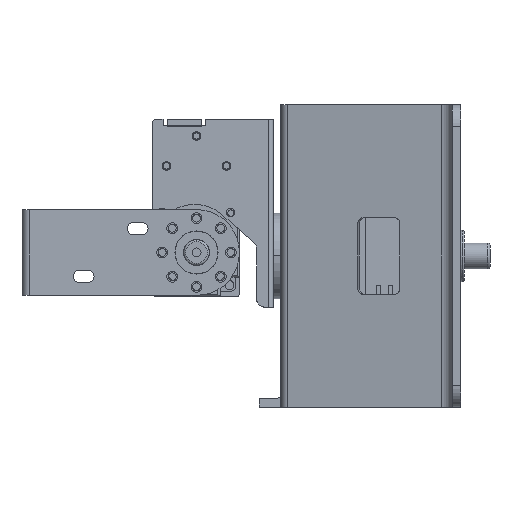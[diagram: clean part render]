
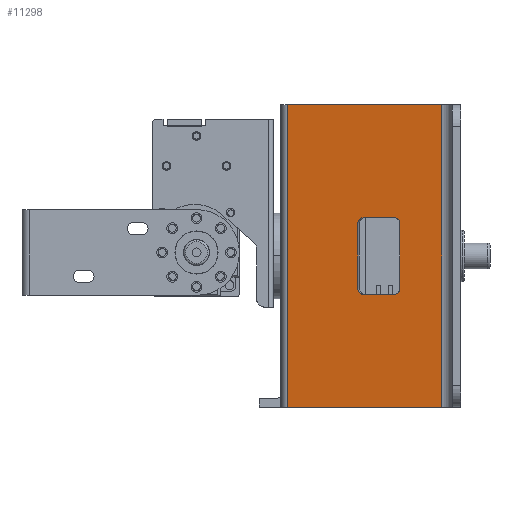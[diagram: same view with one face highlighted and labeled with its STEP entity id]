
A CAD part, left-side view. The second image highlights one B-rep face of the part: STEP entity #11298.
In plain terms, the highlighted planar face has unit normal (-0.985, 0.172, 0).
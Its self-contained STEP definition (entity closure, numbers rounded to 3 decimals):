
#57 = ORIENTED_EDGE ( 'NONE', *, *, #30080, .T. ) ;
#106 = AXIS2_PLACEMENT_3D ( 'NONE', #19646, #19976, #9511 ) ;
#383 = CARTESIAN_POINT ( 'NONE',  ( -26.067, -25.79, 17.175 ) ) ;
#556 = ORIENTED_EDGE ( 'NONE', *, *, #25008, .F. ) ;
#696 = CARTESIAN_POINT ( 'NONE',  ( -26.067, -25.79, 2.175 ) ) ;
#777 = PLANE ( 'NONE',  #106 ) ;
#867 = ORIENTED_EDGE ( 'NONE', *, *, #31702, .F. ) ;
#922 = CARTESIAN_POINT ( 'NONE',  ( -21.489, 0.345, 0.675 ) ) ;
#1883 =( BOUNDED_CURVE ( )  B_SPLINE_CURVE ( 3, ( #29470, #3582, #14374, #29996 ),
 .UNSPECIFIED., .F., .T. ) 
 B_SPLINE_CURVE_WITH_KNOTS ( ( 4, 4 ),
 ( 1.571, 3.142 ),
 .UNSPECIFIED. ) 
 CURVE ( )  GEOMETRIC_REPRESENTATION_ITEM ( )  RATIONAL_B_SPLINE_CURVE ( ( 1., 0.805, 0.805, 1. ) ) 
 REPRESENTATION_ITEM ( '' )  );
#1901 = EDGE_CURVE ( 'NONE', #4719, #9819, #19156, .T. ) ;
#1996 = CARTESIAN_POINT ( 'NONE',  ( -21.489, 0.345, 44.925 ) ) ;
#2672 = VERTEX_POINT ( 'NONE', #31588 ) ;
#2732 = VERTEX_POINT ( 'NONE', #696 ) ;
#3040 = CARTESIAN_POINT ( 'NONE',  ( -24.6, -17.417, 0.675 ) ) ;
#3154 = VECTOR ( 'NONE', #10229, 1000. ) ;
#3296 = VERTEX_POINT ( 'NONE', #9387 ) ;
#3458 =( BOUNDED_CURVE ( )  B_SPLINE_CURVE ( 3, ( #20049, #24702, #27461, #16986 ),
 .UNSPECIFIED., .F., .T. ) 
 B_SPLINE_CURVE_WITH_KNOTS ( ( 4, 4 ),
 ( 4.712, 6.283 ),
 .UNSPECIFIED. ) 
 CURVE ( )  GEOMETRIC_REPRESENTATION_ITEM ( )  RATIONAL_B_SPLINE_CURVE ( ( 1., 0.805, 0.805, 1. ) ) 
 REPRESENTATION_ITEM ( '' )  );
#3556 = ORIENTED_EDGE ( 'NONE', *, *, #11495, .F. ) ;
#3582 = CARTESIAN_POINT ( 'NONE',  ( -25.96, -25.178, 0.675 ) ) ;
#4342 =( BOUNDED_CURVE ( )  B_SPLINE_CURVE ( 3, ( #23789, #29268, #19137, #3040 ),
 .UNSPECIFIED., .F., .T. ) 
 B_SPLINE_CURVE_WITH_KNOTS ( ( 4, 4 ),
 ( 0., 1.571 ),
 .UNSPECIFIED. ) 
 CURVE ( )  GEOMETRIC_REPRESENTATION_ITEM ( )  RATIONAL_B_SPLINE_CURVE ( ( 1., 0.805, 0.805, 1. ) ) 
 REPRESENTATION_ITEM ( '' )  );
#4512 = CARTESIAN_POINT ( 'NONE',  ( -25.808, -24.312, 18.675 ) ) ;
#4719 = VERTEX_POINT ( 'NONE', #22053 ) ;
#4893 = DIRECTION ( 'NONE',  ( 0.173, 0.985, 0. ) ) ;
#5174 = ORIENTED_EDGE ( 'NONE', *, *, #1901, .F. ) ;
#5451 = VERTEX_POINT ( 'NONE', #27995 ) ;
#5523 = ORIENTED_EDGE ( 'NONE', *, *, #7722, .F. ) ;
#5781 = CARTESIAN_POINT ( 'NONE',  ( -24.341, -15.94, -133.497 ) ) ;
#5793 = CARTESIAN_POINT ( 'NONE',  ( -26.067, -25.79, -133.497 ) ) ;
#6378 = VERTEX_POINT ( 'NONE', #22246 ) ;
#6548 = CARTESIAN_POINT ( 'NONE',  ( -24.6, -17.417, 0.675 ) ) ;
#7079 = CARTESIAN_POINT ( 'NONE',  ( -25.96, -25.178, 18.675 ) ) ;
#7162 = EDGE_CURVE ( 'NONE', #12996, #4719, #3458, .T. ) ;
#7270 = EDGE_CURVE ( 'NONE', #6378, #7777, #17475, .T. ) ;
#7616 = CARTESIAN_POINT ( 'NONE',  ( -21.489, 0.345, 18.675 ) ) ;
#7722 = EDGE_CURVE ( 'NONE', #7777, #3296, #30841, .T. ) ;
#7777 = VERTEX_POINT ( 'NONE', #17608 ) ;
#8333 = EDGE_CURVE ( 'NONE', #22642, #6378, #29378, .T. ) ;
#9227 = VECTOR ( 'NONE', #4893, 1000. ) ;
#9387 = CARTESIAN_POINT ( 'NONE',  ( -27.771, -35.517, 44.925 ) ) ;
#9394 = ORIENTED_EDGE ( 'NONE', *, *, #8333, .F. ) ;
#9511 = DIRECTION ( 'NONE',  ( -0.173, -0.985, 0. ) ) ;
#9602 = ORIENTED_EDGE ( 'NONE', *, *, #20126, .F. ) ;
#9819 = VERTEX_POINT ( 'NONE', #15556 ) ;
#10229 = DIRECTION ( 'NONE',  ( -0.173, -0.985, 0. ) ) ;
#10447 = VECTOR ( 'NONE', #30820, 1000. ) ;
#10837 = ORIENTED_EDGE ( 'NONE', *, *, #25110, .F. ) ;
#11298 = ADVANCED_FACE ( 'NONE', ( #21701, #24275 ), #777, .T. ) ;
#11495 = EDGE_CURVE ( 'NONE', #5451, #12996, #28210, .T. ) ;
#11571 = LINE ( 'NONE', #922, #16013 ) ;
#12395 = VECTOR ( 'NONE', #26240, 1000. ) ;
#12996 = VERTEX_POINT ( 'NONE', #23703 ) ;
#13790 = DIRECTION ( 'NONE',  ( -0.173, -0.985, 0. ) ) ;
#14374 = CARTESIAN_POINT ( 'NONE',  ( -26.067, -25.79, 1.296 ) ) ;
#15098 = ORIENTED_EDGE ( 'NONE', *, *, #20772, .F. ) ;
#15556 = CARTESIAN_POINT ( 'NONE',  ( -24.341, -15.94, 2.175 ) ) ;
#16013 = VECTOR ( 'NONE', #13790, 1000. ) ;
#16014 = DIRECTION ( 'NONE',  ( 0.173, 0.985, 0. ) ) ;
#16884 = VECTOR ( 'NONE', #16014, 1000. ) ;
#16986 = CARTESIAN_POINT ( 'NONE',  ( -24.341, -15.94, 17.175 ) ) ;
#17475 = LINE ( 'NONE', #19740, #27868 ) ;
#17608 = CARTESIAN_POINT ( 'NONE',  ( -21.489, 0.345, 44.925 ) ) ;
#17704 = CARTESIAN_POINT ( 'NONE',  ( -26.067, -25.79, 18.054 ) ) ;
#19137 = CARTESIAN_POINT ( 'NONE',  ( -24.449, -16.552, 0.675 ) ) ;
#19156 = LINE ( 'NONE', #5781, #31935 ) ;
#19611 = ORIENTED_EDGE ( 'NONE', *, *, #7162, .F. ) ;
#19646 = CARTESIAN_POINT ( 'NONE',  ( -21.489, 0.345, -133.497 ) ) ;
#19740 = CARTESIAN_POINT ( 'NONE',  ( -21.489, 0.345, -133.497 ) ) ;
#19976 = DIRECTION ( 'NONE',  ( -0.985, 0.173, 0. ) ) ;
#20049 = CARTESIAN_POINT ( 'NONE',  ( -24.6, -17.417, 18.675 ) ) ;
#20126 = EDGE_CURVE ( 'NONE', #9819, #32147, #4342, .T. ) ;
#20772 = EDGE_CURVE ( 'NONE', #20845, #5451, #27789, .T. ) ;
#20845 = VERTEX_POINT ( 'NONE', #383 ) ;
#21178 = CARTESIAN_POINT ( 'NONE',  ( -27.771, -35.517, -25.575 ) ) ;
#21593 = ORIENTED_EDGE ( 'NONE', *, *, #7270, .F. ) ;
#21701 = FACE_BOUND ( 'NONE', #26287, .T. ) ;
#22053 = CARTESIAN_POINT ( 'NONE',  ( -24.341, -15.94, 17.175 ) ) ;
#22172 = EDGE_LOOP ( 'NONE', ( #9394, #57, #5523, #21593 ) ) ;
#22246 = CARTESIAN_POINT ( 'NONE',  ( -21.489, 0.345, -25.575 ) ) ;
#22642 = VERTEX_POINT ( 'NONE', #21178 ) ;
#22685 = CARTESIAN_POINT ( 'NONE',  ( -26.067, -25.79, 17.175 ) ) ;
#23088 = LINE ( 'NONE', #33389, #10447 ) ;
#23390 = CARTESIAN_POINT ( 'NONE',  ( -21.489, 0.345, -25.575 ) ) ;
#23670 = LINE ( 'NONE', #5793, #12395 ) ;
#23703 = CARTESIAN_POINT ( 'NONE',  ( -24.6, -17.417, 18.675 ) ) ;
#23789 = CARTESIAN_POINT ( 'NONE',  ( -24.341, -15.94, 2.175 ) ) ;
#24275 = FACE_OUTER_BOUND ( 'NONE', #22172, .T. ) ;
#24702 = CARTESIAN_POINT ( 'NONE',  ( -24.449, -16.552, 18.675 ) ) ;
#25008 = EDGE_CURVE ( 'NONE', #2732, #20845, #23670, .T. ) ;
#25110 = EDGE_CURVE ( 'NONE', #2672, #2732, #1883, .T. ) ;
#26240 = DIRECTION ( 'NONE',  ( 0., 0., 1. ) ) ;
#26287 = EDGE_LOOP ( 'NONE', ( #10837, #867, #9602, #5174, #19611, #3556, #15098, #556 ) ) ;
#27228 = DIRECTION ( 'NONE',  ( 0., 0., -1. ) ) ;
#27461 = CARTESIAN_POINT ( 'NONE',  ( -24.341, -15.94, 18.054 ) ) ;
#27789 =( BOUNDED_CURVE ( )  B_SPLINE_CURVE ( 3, ( #22685, #17704, #7079, #4512 ),
 .UNSPECIFIED., .F., .T. ) 
 B_SPLINE_CURVE_WITH_KNOTS ( ( 4, 4 ),
 ( 3.142, 4.712 ),
 .UNSPECIFIED. ) 
 CURVE ( )  GEOMETRIC_REPRESENTATION_ITEM ( )  RATIONAL_B_SPLINE_CURVE ( ( 1., 0.805, 0.805, 1. ) ) 
 REPRESENTATION_ITEM ( '' )  );
#27868 = VECTOR ( 'NONE', #30217, 1000. ) ;
#27995 = CARTESIAN_POINT ( 'NONE',  ( -25.808, -24.312, 18.675 ) ) ;
#28210 = LINE ( 'NONE', #7616, #9227 ) ;
#29268 = CARTESIAN_POINT ( 'NONE',  ( -24.341, -15.94, 1.296 ) ) ;
#29378 = LINE ( 'NONE', #23390, #16884 ) ;
#29470 = CARTESIAN_POINT ( 'NONE',  ( -25.808, -24.312, 0.675 ) ) ;
#29996 = CARTESIAN_POINT ( 'NONE',  ( -26.067, -25.79, 2.175 ) ) ;
#30080 = EDGE_CURVE ( 'NONE', #22642, #3296, #23088, .T. ) ;
#30217 = DIRECTION ( 'NONE',  ( 0., 0., 1. ) ) ;
#30820 = DIRECTION ( 'NONE',  ( 0., 0., 1. ) ) ;
#30841 = LINE ( 'NONE', #1996, #3154 ) ;
#31588 = CARTESIAN_POINT ( 'NONE',  ( -25.808, -24.312, 0.675 ) ) ;
#31702 = EDGE_CURVE ( 'NONE', #32147, #2672, #11571, .T. ) ;
#31935 = VECTOR ( 'NONE', #27228, 1000. ) ;
#32147 = VERTEX_POINT ( 'NONE', #6548 ) ;
#33389 = CARTESIAN_POINT ( 'NONE',  ( -27.771, -35.517, -133.497 ) ) ;
